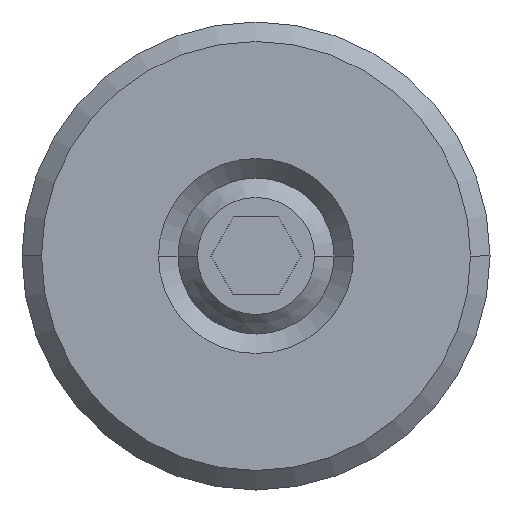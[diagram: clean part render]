
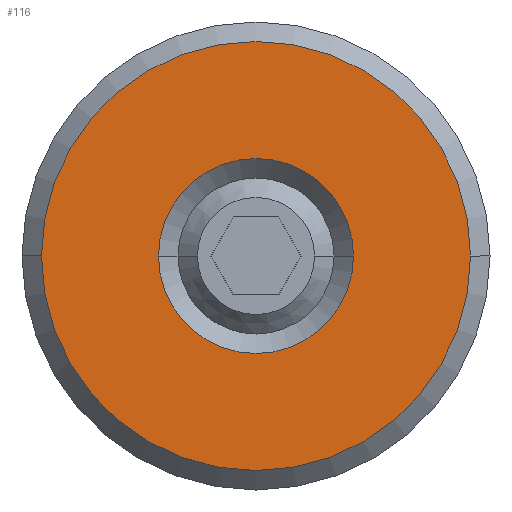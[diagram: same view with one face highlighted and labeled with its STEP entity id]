
A CAD part, front view. The second image highlights one B-rep face of the part: STEP entity #116.
In plain terms, the highlighted planar face has unit normal (0, -1, 0).
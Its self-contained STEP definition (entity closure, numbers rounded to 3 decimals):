
#116=ADVANCED_FACE('',(#220,#221),#222,.T.);
#220=FACE_OUTER_BOUND('',#317,.T.);
#221=FACE_BOUND('',#318,.T.);
#222=PLANE('',#319);
#317=EDGE_LOOP('',(#531,#532));
#318=EDGE_LOOP('',(#533,#534));
#319=AXIS2_PLACEMENT_3D('',#535,#536,#537);
#531=ORIENTED_EDGE('',*,*,#559,.F.);
#532=ORIENTED_EDGE('',*,*,#599,.F.);
#533=ORIENTED_EDGE('',*,*,#593,.F.);
#534=ORIENTED_EDGE('',*,*,#588,.F.);
#535=CARTESIAN_POINT('',(0.0,0.0,0.0));
#536=DIRECTION('',(0.0,-1.0,0.0));
#537=DIRECTION('',(1.0,0.0,0.0));
#559=EDGE_CURVE('',#652,#648,#654,.T.);
#588=EDGE_CURVE('',#699,#701,#702,.T.);
#593=EDGE_CURVE('',#701,#699,#708,.T.);
#599=EDGE_CURVE('',#648,#652,#716,.T.);
#648=VERTEX_POINT('',#774);
#652=VERTEX_POINT('',#779);
#654=CIRCLE('',#782,11.0);
#699=VERTEX_POINT('',#837);
#701=VERTEX_POINT('',#840);
#702=CIRCLE('',#841,5.0);
#708=CIRCLE('',#848,5.0);
#716=CIRCLE('',#859,11.0);
#774=CARTESIAN_POINT('',(-11.0,0.0,0.));
#779=CARTESIAN_POINT('',(11.0,0.0,0.));
#782=AXIS2_PLACEMENT_3D('',#915,#916,#917);
#837=CARTESIAN_POINT('',(-5.0,0.0,0.));
#840=CARTESIAN_POINT('',(5.0,0.0,0.));
#841=AXIS2_PLACEMENT_3D('',#959,#960,#961);
#848=AXIS2_PLACEMENT_3D('',#969,#970,#971);
#859=AXIS2_PLACEMENT_3D('',#975,#976,#977);
#915=CARTESIAN_POINT('',(0.0,0.0,0.0));
#916=DIRECTION('',(0.0,1.0,-0.0));
#917=DIRECTION('',(-1.0,0.0,0.0));
#959=CARTESIAN_POINT('',(0.0,0.0,0.0));
#960=DIRECTION('',(0.0,-1.0,0.0));
#961=DIRECTION('',(-1.0,0.0,0.0));
#969=CARTESIAN_POINT('',(0.0,0.0,0.0));
#970=DIRECTION('',(0.0,-1.0,0.0));
#971=DIRECTION('',(-1.0,0.0,0.0));
#975=CARTESIAN_POINT('',(0.0,0.0,0.0));
#976=DIRECTION('',(0.0,1.0,-0.0));
#977=DIRECTION('',(-1.0,0.0,0.0));
